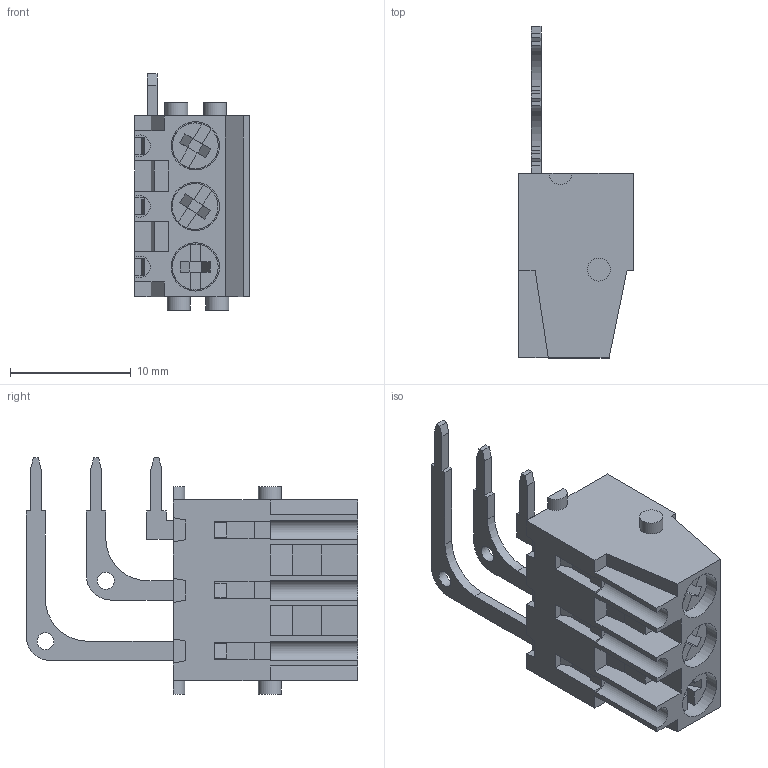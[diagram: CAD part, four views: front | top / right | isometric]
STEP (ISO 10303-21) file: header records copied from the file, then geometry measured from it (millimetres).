
FILE_DESCRIPTION(('STEP AP214'),'1');
FILE_NAME('ML253-5-D-P.stp','2025-02-12T08:50:21',(' '),(' '),'Spatial InterOp 3D',' ',' ');
FILE_SCHEMA(('AUTOMOTIVE_DESIGN { 1 0 10303 214 1 1 1 1 }'));
Length unit declared in the file: metre
Products named in the file (1): 1739353863
Bounding box: 9.5 x 27.5 x 19.58 mm (x, y, z)
Volume: 1709.4 mm3; surface area: 1767.9 mm2
Topology: 1 solids, 1 shells, 266 faces, 717 edges, 471 vertices
Faces by surface type: plane 230, cylinder 36
Full cylindrical faces by diameter (mm): 1.4 x2, 1.9 x2, 3.8 x3, 4 x3
Entity records: 10271 total; most frequent: CARTESIAN_POINT 1433, ORIENTED_EDGE 1402, DIRECTION 1316, EDGE_CURVE 701, LINE 620, VECTOR 620, VERTEX_POINT 465, AXIS2_PLACEMENT_3D 348
